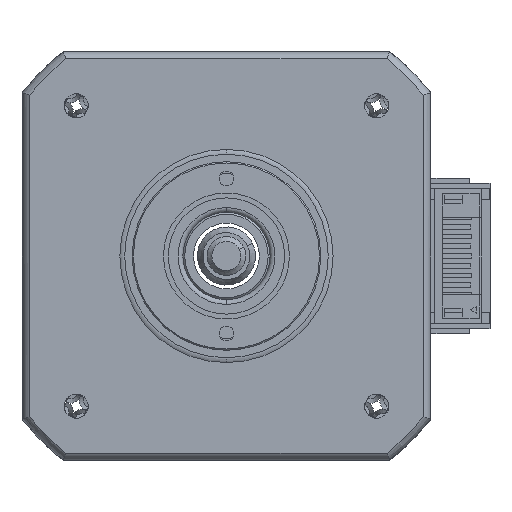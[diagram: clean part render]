
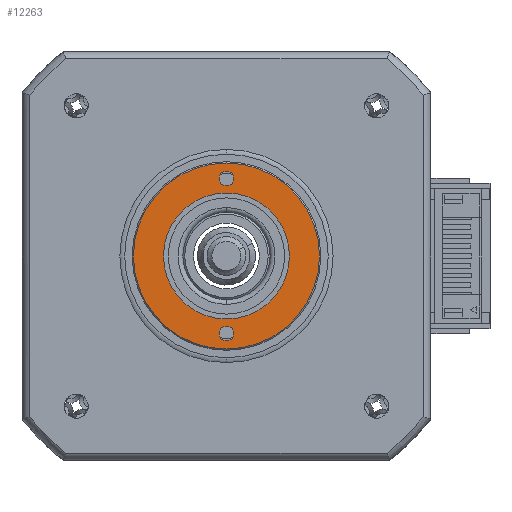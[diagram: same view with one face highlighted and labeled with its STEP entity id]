
A CAD part, left-side view. The second image highlights one B-rep face of the part: STEP entity #12263.
In plain terms, the highlighted planar face has unit normal (-1, 0, 0).
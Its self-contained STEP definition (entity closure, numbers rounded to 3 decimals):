
#26 = DIRECTION ( 'NONE',  ( 1., 0., 0. ) ) ;
#332 = DIRECTION ( 'NONE',  ( 0., 1., 0. ) ) ;
#413 = CIRCLE ( 'NONE', #6274, 0.75 ) ;
#629 = AXIS2_PLACEMENT_3D ( 'NONE', #9096, #1680, #1873 ) ;
#697 = CARTESIAN_POINT ( 'NONE',  ( -26.423, 4.472, 40.3 ) ) ;
#764 = ORIENTED_EDGE ( 'NONE', *, *, #9625, .T. ) ;
#995 = EDGE_CURVE ( 'NONE', #6732, #1164, #13869, .T. ) ;
#1136 = EDGE_CURVE ( 'NONE', #12700, #14297, #3635, .T. ) ;
#1164 = VERTEX_POINT ( 'NONE', #3093 ) ;
#1257 = ORIENTED_EDGE ( 'NONE', *, *, #14382, .T. ) ;
#1539 = CIRCLE ( 'NONE', #4446, 6.5 ) ;
#1582 = DIRECTION ( 'NONE',  ( 1., 0., 0. ) ) ;
#1680 = DIRECTION ( 'NONE',  ( -1., 0., 0. ) ) ;
#1808 = DIRECTION ( 'NONE',  ( 0., 1., 0. ) ) ;
#1873 = DIRECTION ( 'NONE',  ( 0., 1., 0. ) ) ;
#2026 = AXIS2_PLACEMENT_3D ( 'NONE', #5150, #10615, #2890 ) ;
#2890 = DIRECTION ( 'NONE',  ( 0., 1., 0. ) ) ;
#3085 = CARTESIAN_POINT ( 'NONE',  ( -26.423, 4.472, 48.3 ) ) ;
#3093 = CARTESIAN_POINT ( 'NONE',  ( -26.423, 3.722, 56.3 ) ) ;
#3144 = VERTEX_POINT ( 'NONE', #10085 ) ;
#3635 = CIRCLE ( 'NONE', #629, 9.6 ) ;
#3660 = VERTEX_POINT ( 'NONE', #14333 ) ;
#4226 = DIRECTION ( 'NONE',  ( 0., 1., 0. ) ) ;
#4382 = CARTESIAN_POINT ( 'NONE',  ( -26.423, 5.222, 56.3 ) ) ;
#4423 = FACE_BOUND ( 'NONE', #13780, .T. ) ;
#4446 = AXIS2_PLACEMENT_3D ( 'NONE', #11554, #4957, #12671 ) ;
#4498 = ORIENTED_EDGE ( 'NONE', *, *, #995, .T. ) ;
#4957 = DIRECTION ( 'NONE',  ( 1., 0., 0. ) ) ;
#5150 = CARTESIAN_POINT ( 'NONE',  ( -26.423, 4.472, 56.3 ) ) ;
#5255 = VERTEX_POINT ( 'NONE', #10469 ) ;
#5393 = CARTESIAN_POINT ( 'NONE',  ( -26.423, 4.472, 48.3 ) ) ;
#5784 = CARTESIAN_POINT ( 'NONE',  ( -26.423, -5.128, 48.3 ) ) ;
#6068 = ORIENTED_EDGE ( 'NONE', *, *, #8121, .T. ) ;
#6274 = AXIS2_PLACEMENT_3D ( 'NONE', #13626, #6935, #332 ) ;
#6281 = ORIENTED_EDGE ( 'NONE', *, *, #1136, .T. ) ;
#6459 = DIRECTION ( 'NONE',  ( 0., 1., 0. ) ) ;
#6533 = AXIS2_PLACEMENT_3D ( 'NONE', #3085, #10818, #4226 ) ;
#6732 = VERTEX_POINT ( 'NONE', #4382 ) ;
#6935 = DIRECTION ( 'NONE',  ( 1., 0., 0. ) ) ;
#6941 = CIRCLE ( 'NONE', #10823, 0.75 ) ;
#7166 = EDGE_CURVE ( 'NONE', #14297, #12700, #11181, .T. ) ;
#7301 = FACE_OUTER_BOUND ( 'NONE', #9800, .T. ) ;
#7723 = DIRECTION ( 'NONE',  ( 0., 1., 0. ) ) ;
#7982 = CIRCLE ( 'NONE', #8015, 6.5 ) ;
#8015 = AXIS2_PLACEMENT_3D ( 'NONE', #5393, #13126, #6459 ) ;
#8121 = EDGE_CURVE ( 'NONE', #1164, #6732, #413, .T. ) ;
#8206 = CARTESIAN_POINT ( 'NONE',  ( -26.423, 4.472, 40.3 ) ) ;
#8207 = EDGE_CURVE ( 'NONE', #5255, #14108, #11163, .T. ) ;
#8429 = DIRECTION ( 'NONE',  ( 1., 0., 0. ) ) ;
#8685 = AXIS2_PLACEMENT_3D ( 'NONE', #12186, #26, #7723 ) ;
#9075 = AXIS2_PLACEMENT_3D ( 'NONE', #8206, #1582, #9322 ) ;
#9096 = CARTESIAN_POINT ( 'NONE',  ( -26.423, 4.472, 48.3 ) ) ;
#9322 = DIRECTION ( 'NONE',  ( 0., 1., 0. ) ) ;
#9625 = EDGE_CURVE ( 'NONE', #3144, #3660, #7982, .T. ) ;
#9800 = EDGE_LOOP ( 'NONE', ( #6281, #11169 ) ) ;
#9943 = CARTESIAN_POINT ( 'NONE',  ( -26.423, 14.072, 48.3 ) ) ;
#9956 = FACE_BOUND ( 'NONE', #10505, .T. ) ;
#10085 = CARTESIAN_POINT ( 'NONE',  ( -26.423, 10.972, 48.3 ) ) ;
#10469 = CARTESIAN_POINT ( 'NONE',  ( -26.423, 3.722, 40.3 ) ) ;
#10505 = EDGE_LOOP ( 'NONE', ( #4498, #6068 ) ) ;
#10615 = DIRECTION ( 'NONE',  ( 1., 0., 0. ) ) ;
#10655 = ORIENTED_EDGE ( 'NONE', *, *, #12766, .T. ) ;
#10818 = DIRECTION ( 'NONE',  ( -1., 0., 0. ) ) ;
#10820 = ORIENTED_EDGE ( 'NONE', *, *, #8207, .T. ) ;
#10823 = AXIS2_PLACEMENT_3D ( 'NONE', #697, #8429, #1808 ) ;
#10842 = CARTESIAN_POINT ( 'NONE',  ( -26.423, 5.222, 40.3 ) ) ;
#11163 = CIRCLE ( 'NONE', #9075, 0.75 ) ;
#11169 = ORIENTED_EDGE ( 'NONE', *, *, #7166, .T. ) ;
#11181 = CIRCLE ( 'NONE', #6533, 9.6 ) ;
#11554 = CARTESIAN_POINT ( 'NONE',  ( -26.423, 4.472, 48.3 ) ) ;
#12186 = CARTESIAN_POINT ( 'NONE',  ( -26.423, 4.472, 48.3 ) ) ;
#12263 = ADVANCED_FACE ( 'NONE', ( #7301, #13264, #9956, #4423 ), #13304, .F. ) ;
#12671 = DIRECTION ( 'NONE',  ( 0., 1., 0. ) ) ;
#12700 = VERTEX_POINT ( 'NONE', #9943 ) ;
#12766 = EDGE_CURVE ( 'NONE', #14108, #5255, #6941, .T. ) ;
#13126 = DIRECTION ( 'NONE',  ( 1., 0., 0. ) ) ;
#13264 = FACE_BOUND ( 'NONE', #14367, .T. ) ;
#13304 = PLANE ( 'NONE',  #8685 ) ;
#13626 = CARTESIAN_POINT ( 'NONE',  ( -26.423, 4.472, 56.3 ) ) ;
#13780 = EDGE_LOOP ( 'NONE', ( #1257, #764 ) ) ;
#13869 = CIRCLE ( 'NONE', #2026, 0.75 ) ;
#14108 = VERTEX_POINT ( 'NONE', #10842 ) ;
#14297 = VERTEX_POINT ( 'NONE', #5784 ) ;
#14333 = CARTESIAN_POINT ( 'NONE',  ( -26.423, -2.028, 48.3 ) ) ;
#14367 = EDGE_LOOP ( 'NONE', ( #10655, #10820 ) ) ;
#14382 = EDGE_CURVE ( 'NONE', #3660, #3144, #1539, .T. ) ;
